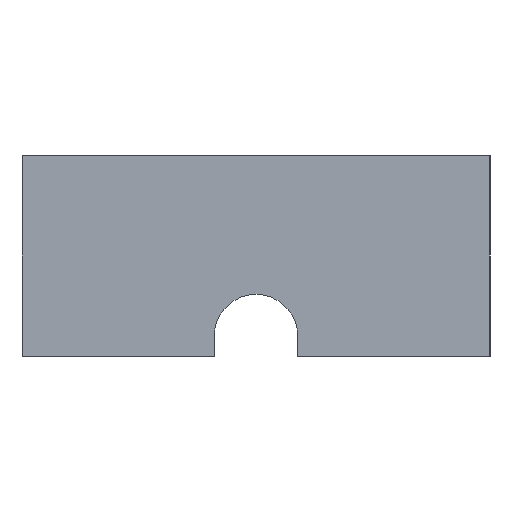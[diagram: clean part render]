
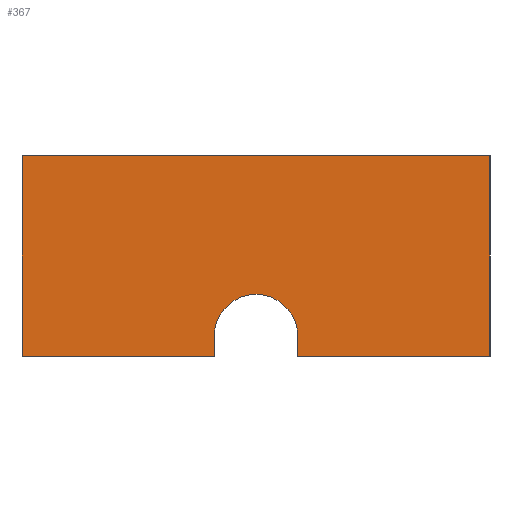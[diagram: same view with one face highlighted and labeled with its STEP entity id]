
A CAD part, left-side view. The second image highlights one B-rep face of the part: STEP entity #367.
In plain terms, the highlighted planar face has unit normal (-1, 0, 0).
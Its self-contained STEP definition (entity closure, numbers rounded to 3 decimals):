
#41 = VECTOR ( 'NONE', #214, 1000. ) ;
#90 = EDGE_CURVE ( 'NONE', #262, #490, #1012, .T. ) ;
#111 = VERTEX_POINT ( 'NONE', #320 ) ;
#114 = LINE ( 'NONE', #453, #990 ) ;
#117 = ORIENTED_EDGE ( 'NONE', *, *, #483, .T. ) ;
#120 = CARTESIAN_POINT ( 'NONE',  ( 146.645, 194.164, 240.971 ) ) ;
#138 = LINE ( 'NONE', #1064, #976 ) ;
#214 = DIRECTION ( 'NONE',  ( 0., 1., 0. ) ) ;
#222 = DIRECTION ( 'NONE',  ( 0., -1., 0. ) ) ;
#226 = CARTESIAN_POINT ( 'NONE',  ( 146.645, 194.164, 246.971 ) ) ;
#258 = CARTESIAN_POINT ( 'NONE',  ( 146.645, 199.914, 241.571 ) ) ;
#259 = AXIS2_PLACEMENT_3D ( 'NONE', #305, #719, #978 ) ;
#262 = VERTEX_POINT ( 'NONE', #448 ) ;
#286 = ORIENTED_EDGE ( 'NONE', *, *, #355, .T. ) ;
#296 = DIRECTION ( 'NONE',  ( 0., 0., 1. ) ) ;
#302 = EDGE_CURVE ( 'NONE', #687, #672, #114, .T. ) ;
#305 = CARTESIAN_POINT ( 'NONE',  ( 146.645, 201.164, 241.571 ) ) ;
#313 = CARTESIAN_POINT ( 'NONE',  ( 146.645, 199.914, 240.971 ) ) ;
#318 = EDGE_CURVE ( 'NONE', #667, #111, #973, .T. ) ;
#320 = CARTESIAN_POINT ( 'NONE',  ( 146.645, 194.164, 246.971 ) ) ;
#355 = EDGE_CURVE ( 'NONE', #672, #667, #808, .T. ) ;
#367 = ADVANCED_FACE ( 'NONE', ( #725 ), #993, .T. ) ;
#385 = DIRECTION ( 'NONE',  ( 0., -1., 0. ) ) ;
#386 = EDGE_CURVE ( 'NONE', #589, #920, #138, .T. ) ;
#413 = ORIENTED_EDGE ( 'NONE', *, *, #302, .T. ) ;
#448 = CARTESIAN_POINT ( 'NONE',  ( 146.645, 208.164, 246.971 ) ) ;
#453 = CARTESIAN_POINT ( 'NONE',  ( 146.645, 199.914, 241.571 ) ) ;
#459 = DIRECTION ( 'NONE',  ( 0., 0., 1. ) ) ;
#475 = ORIENTED_EDGE ( 'NONE', *, *, #822, .T. ) ;
#483 = EDGE_CURVE ( 'NONE', #111, #262, #647, .T. ) ;
#490 = VERTEX_POINT ( 'NONE', #902 ) ;
#497 = CARTESIAN_POINT ( 'NONE',  ( 146.645, 202.414, 240.971 ) ) ;
#521 = ORIENTED_EDGE ( 'NONE', *, *, #813, .T. ) ;
#538 = ORIENTED_EDGE ( 'NONE', *, *, #318, .T. ) ;
#539 = CARTESIAN_POINT ( 'NONE',  ( 146.645, 194.164, 240.971 ) ) ;
#544 = DIRECTION ( 'NONE',  ( 0., 0., -1. ) ) ;
#557 = VECTOR ( 'NONE', #385, 1000. ) ;
#589 = VERTEX_POINT ( 'NONE', #497 ) ;
#595 = CIRCLE ( 'NONE', #259, 1.25 ) ;
#598 = DIRECTION ( 'NONE',  ( 0., 0., -1. ) ) ;
#630 = DIRECTION ( 'NONE',  ( 0., 0., 1. ) ) ;
#647 = LINE ( 'NONE', #226, #41 ) ;
#650 = DIRECTION ( 'NONE',  ( -1., 0., 0. ) ) ;
#667 = VERTEX_POINT ( 'NONE', #539 ) ;
#672 = VERTEX_POINT ( 'NONE', #702 ) ;
#687 = VERTEX_POINT ( 'NONE', #258 ) ;
#702 = CARTESIAN_POINT ( 'NONE',  ( 146.645, 199.914, 240.971 ) ) ;
#708 = ORIENTED_EDGE ( 'NONE', *, *, #90, .T. ) ;
#719 = DIRECTION ( 'NONE',  ( 1., 0., 0. ) ) ;
#725 = FACE_OUTER_BOUND ( 'NONE', #829, .T. ) ;
#755 = CARTESIAN_POINT ( 'NONE',  ( 146.645, 208.164, 246.971 ) ) ;
#776 = ORIENTED_EDGE ( 'NONE', *, *, #386, .T. ) ;
#808 = LINE ( 'NONE', #313, #557 ) ;
#811 = VECTOR ( 'NONE', #459, 1000. ) ;
#813 = EDGE_CURVE ( 'NONE', #920, #687, #595, .T. ) ;
#822 = EDGE_CURVE ( 'NONE', #490, #589, #987, .T. ) ;
#829 = EDGE_LOOP ( 'NONE', ( #117, #708, #475, #776, #521, #413, #286, #538 ) ) ;
#844 = AXIS2_PLACEMENT_3D ( 'NONE', #1000, #650, #296 ) ;
#892 = VECTOR ( 'NONE', #222, 1000. ) ;
#902 = CARTESIAN_POINT ( 'NONE',  ( 146.645, 208.164, 240.971 ) ) ;
#920 = VERTEX_POINT ( 'NONE', #949 ) ;
#949 = CARTESIAN_POINT ( 'NONE',  ( 146.645, 202.414, 241.571 ) ) ;
#973 = LINE ( 'NONE', #120, #811 ) ;
#976 = VECTOR ( 'NONE', #630, 1000. ) ;
#978 = DIRECTION ( 'NONE',  ( 0., 0., 1. ) ) ;
#987 = LINE ( 'NONE', #991, #892 ) ;
#990 = VECTOR ( 'NONE', #544, 1000. ) ;
#991 = CARTESIAN_POINT ( 'NONE',  ( 146.645, 208.164, 240.971 ) ) ;
#993 = PLANE ( 'NONE',  #844 ) ;
#1000 = CARTESIAN_POINT ( 'NONE',  ( 146.645, 201.164, 241.571 ) ) ;
#1012 = LINE ( 'NONE', #755, #1090 ) ;
#1064 = CARTESIAN_POINT ( 'NONE',  ( 146.645, 202.414, 240.971 ) ) ;
#1090 = VECTOR ( 'NONE', #598, 1000. ) ;
